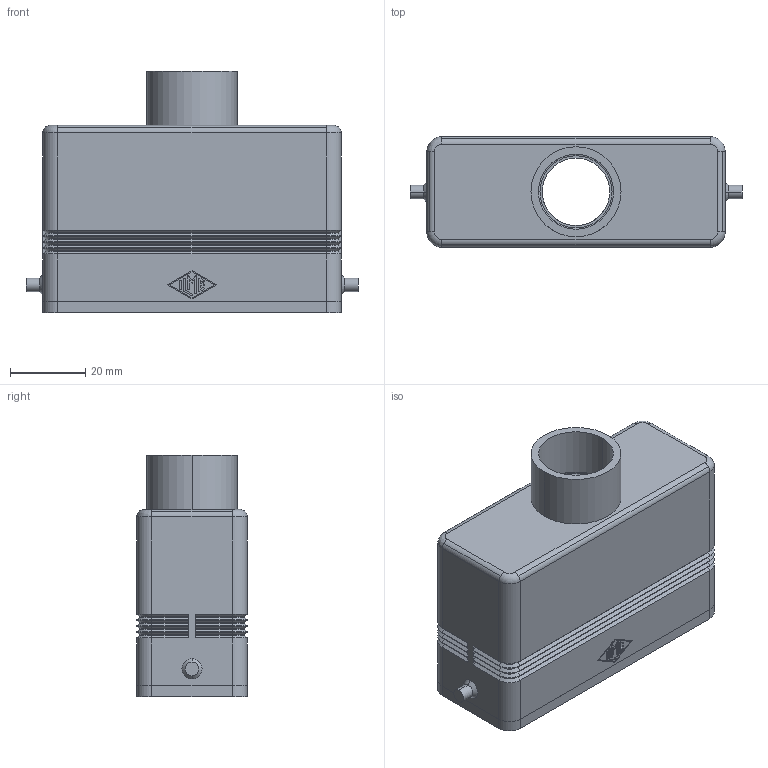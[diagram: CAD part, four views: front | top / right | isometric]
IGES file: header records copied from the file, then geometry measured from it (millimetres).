
Global section: file name: No Iges File Name specified; native system: AutoDesk Inventor R6.1; preprocessor: AutoDesk Inventor Iges Exporter R6.1; author: No Author specified; organization: No Organization specified; date: 20061212.095912; units: millimetre
Bounding box: 88.5 x 29.41 x 64.5 mm (x, y, z)
Volume: 43255.3 mm3; surface area: 26343.3 mm2
Topology: 1 solids, 1 shells, 322 faces, 758 edges, 451 vertices
Faces by surface type: plane 153, revolution 54, cylinder 44, cone 34, bspline 34, torus 3
